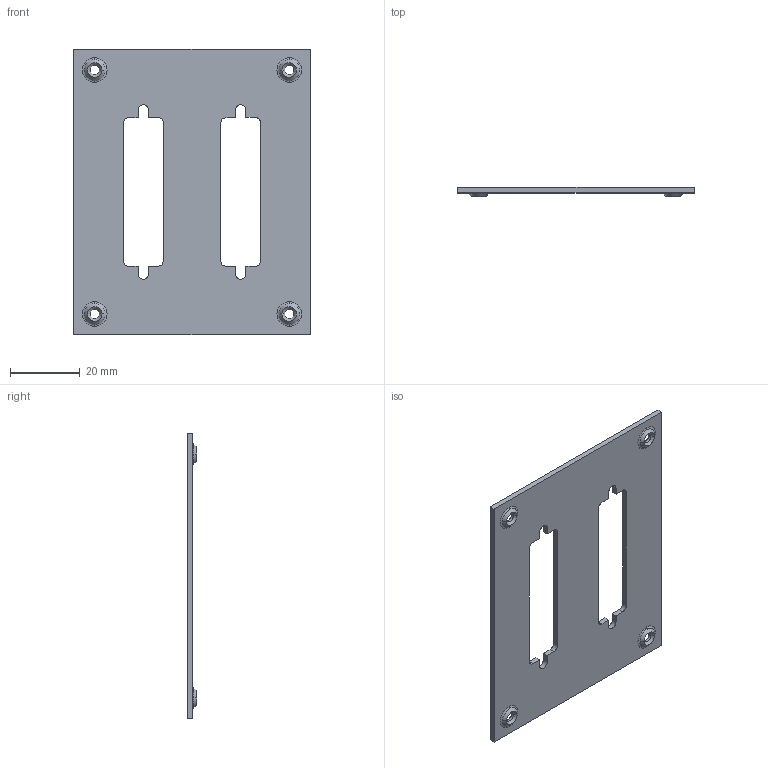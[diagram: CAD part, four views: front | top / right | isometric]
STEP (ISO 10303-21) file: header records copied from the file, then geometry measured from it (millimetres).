
FILE_DESCRIPTION (( 'STEP AP214' ), '1' );
FILE_NAME ('USP234B.STEP', '2007-11-30T13:55:11', ( ' ' ), ( ' ' ), 'SwSTEP 2.0', 'SolidWorks 2007', '' );
FILE_SCHEMA (( 'AUTOMOTIVE_DESIGN' ));
Length unit declared in the file: inch
Products named in the file (1): USP234B
Bounding box: 68.07 x 2.6 x 82.04 mm (x, y, z)
Volume: 6952.8 mm3; surface area: 9994.1 mm2
Topology: 1 solids, 1 shells, 90 faces, 256 edges, 168 vertices
Faces by surface type: plane 26, cylinder 24, cone 24, torus 16
Entity records: 3303 total; most frequent: DIRECTION 574, CARTESIAN_POINT 515, ORIENTED_EDGE 512, EDGE_CURVE 256, AXIS2_PLACEMENT_3D 227, VERTEX_POINT 168, CIRCLE 136, LINE 120
